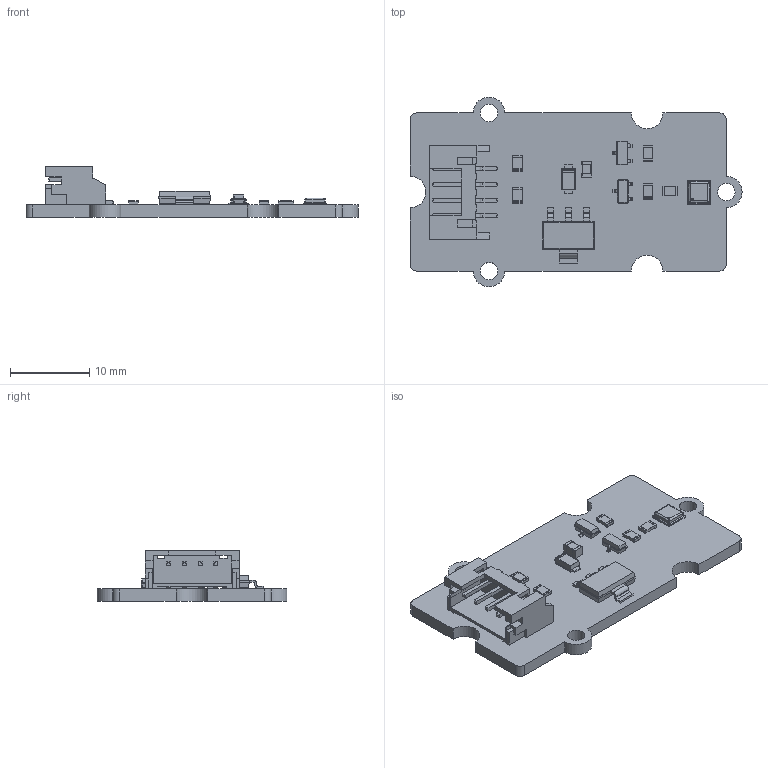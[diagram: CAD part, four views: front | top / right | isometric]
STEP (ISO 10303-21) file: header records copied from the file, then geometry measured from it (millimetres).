
FILE_DESCRIPTION(('KiCad electronic assembly'),'2;1');
FILE_NAME('zmod4450 Gas Sensor.step','2022-09-20T22:14:10',('Pcbnew'),( 'Kicad'),'Open CASCADE STEP processor 7.6','KiCad to STEP converter' ,'Unknown');
FILE_SCHEMA(('AUTOMOTIVE_DESIGN { 1 0 10303 214 1 1 1 1 }'));
Length unit declared in the file: millimetre
Products named in the file (16): zmod4450 Gas Sensor 1; R_0805_2012Metric; SOLID; C_0805_2012Metric; SOT-23; SOT-223; PMDU; COMPOUND; ZMOD4450; S4B-PH-SM4-TB; zmod4450 Gas Sensor PCB
Assembly tree (20 placements, depth 3):
  zmod4450 Gas Sensor 1
    R_0805_2012Metric  x5
      SOLID
    C_0805_2012Metric
      SOLID
    SOT-23  x2
      SOLID
    SOT-223
      SOLID
    PMDU
      COMPOUND
    ZMOD4450
      SOLID
    S4B-PH-SM4-TB
      COMPOUND
    zmod4450 Gas Sensor PCB
Bounding box: 42 x 24 x 6.45 mm (x, y, z)
Volume: 1452.7 mm3; surface area: 2629.7 mm2
Topology: 21 solids, 21 shells, 670 faces, 1696 edges, 1065 vertices
Faces by surface type: bspline 645, cylinder 13, plane 12
Full cylindrical faces by diameter (mm): 2.2 x3
Entity records: 29629 total; most frequent: CARTESIAN_POINT 11277, B_SPLINE_CURVE_WITH_KNOTS 3199, ORIENTED_EDGE 2480, PCURVE 2480, DEFINITIONAL_REPRESENTATION 2480, EDGE_CURVE 1240, SURFACE_CURVE 1235, VERTEX_POINT 783
